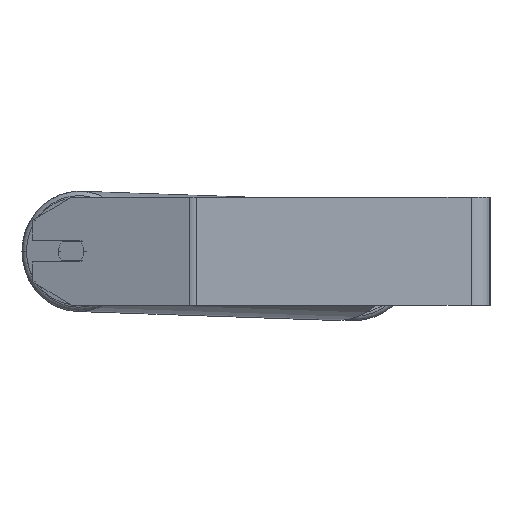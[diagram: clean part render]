
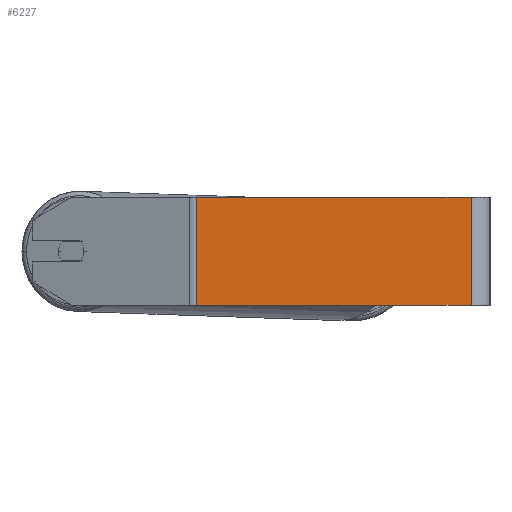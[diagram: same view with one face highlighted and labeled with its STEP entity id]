
A CAD part, left-side view. The second image highlights one B-rep face of the part: STEP entity #6227.
In plain terms, the highlighted planar face has unit normal (-1, 0, 0).
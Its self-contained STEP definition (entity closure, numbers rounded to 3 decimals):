
#23 = CARTESIAN_POINT ( 'NONE',  ( -900., 219.696, 40. ) ) ;
#42 = CARTESIAN_POINT ( 'NONE',  ( -900., 217.227, -40. ) ) ;
#119 = CARTESIAN_POINT ( 'NONE',  ( -900., 14., 40. ) ) ;
#170 = EDGE_CURVE ( 'NONE', #6859, #8619, #875, .T. ) ;
#604 = PLANE ( 'NONE',  #7865 ) ;
#641 = VECTOR ( 'NONE', #1596, 1000. ) ;
#875 = LINE ( 'NONE', #2868, #6099 ) ;
#988 = DIRECTION ( 'NONE',  ( 0., 0., -1. ) ) ;
#1596 = DIRECTION ( 'NONE',  ( 0., -1., 0. ) ) ;
#1634 = VECTOR ( 'NONE', #5097, 1000. ) ;
#2030 = DIRECTION ( 'NONE',  ( 0., 0., -1. ) ) ;
#2259 = CARTESIAN_POINT ( 'NONE',  ( -900., 219.696, -40. ) ) ;
#2868 = CARTESIAN_POINT ( 'NONE',  ( -900., 219.696, 40. ) ) ;
#2918 = LINE ( 'NONE', #2259, #641 ) ;
#2977 = ORIENTED_EDGE ( 'NONE', *, *, #170, .F. ) ;
#3017 = CARTESIAN_POINT ( 'NONE',  ( -900., 217.227, 40. ) ) ;
#3055 = EDGE_LOOP ( 'NONE', ( #5156, #3200, #2977, #6089 ) ) ;
#3200 = ORIENTED_EDGE ( 'NONE', *, *, #3243, .F. ) ;
#3243 = EDGE_CURVE ( 'NONE', #8619, #5037, #6459, .T. ) ;
#3440 = DIRECTION ( 'NONE',  ( 0., -1., 0. ) ) ;
#4526 = EDGE_CURVE ( 'NONE', #5397, #5037, #2918, .T. ) ;
#5012 = CARTESIAN_POINT ( 'NONE',  ( -900., 217.227, 40. ) ) ;
#5037 = VERTEX_POINT ( 'NONE', #6822 ) ;
#5097 = DIRECTION ( 'NONE',  ( 0., 0., -1. ) ) ;
#5156 = ORIENTED_EDGE ( 'NONE', *, *, #4526, .T. ) ;
#5397 = VERTEX_POINT ( 'NONE', #42 ) ;
#6089 = ORIENTED_EDGE ( 'NONE', *, *, #6853, .T. ) ;
#6099 = VECTOR ( 'NONE', #3440, 1000. ) ;
#6227 = ADVANCED_FACE ( 'NONE', ( #8034 ), #604, .F. ) ;
#6459 = LINE ( 'NONE', #8547, #1634 ) ;
#6822 = CARTESIAN_POINT ( 'NONE',  ( -900., 14., -40. ) ) ;
#6853 = EDGE_CURVE ( 'NONE', #6859, #5397, #7834, .T. ) ;
#6859 = VERTEX_POINT ( 'NONE', #3017 ) ;
#7160 = VECTOR ( 'NONE', #988, 1000. ) ;
#7834 = LINE ( 'NONE', #5012, #7160 ) ;
#7865 = AXIS2_PLACEMENT_3D ( 'NONE', #23, #8074, #2030 ) ;
#8034 = FACE_OUTER_BOUND ( 'NONE', #3055, .T. ) ;
#8074 = DIRECTION ( 'NONE',  ( 1., 0., 0. ) ) ;
#8547 = CARTESIAN_POINT ( 'NONE',  ( -900., 14., 40. ) ) ;
#8619 = VERTEX_POINT ( 'NONE', #119 ) ;
